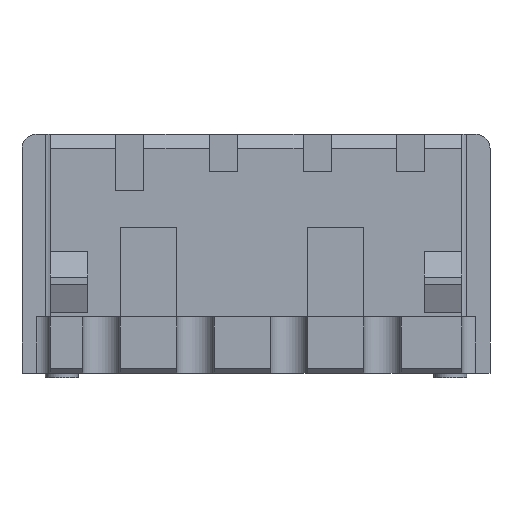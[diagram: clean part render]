
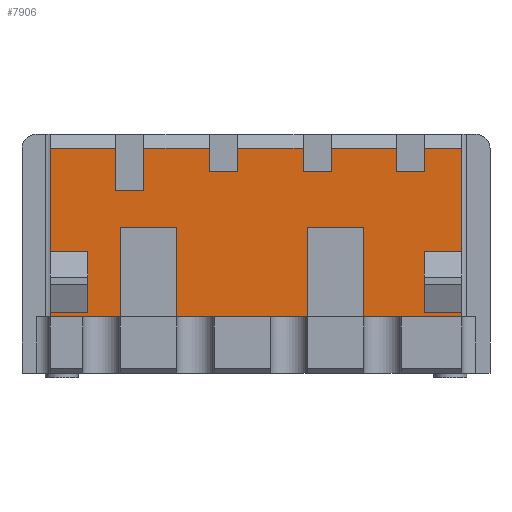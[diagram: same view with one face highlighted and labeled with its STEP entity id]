
A CAD part, front view. The second image highlights one B-rep face of the part: STEP entity #7906.
In plain terms, the highlighted planar face has unit normal (0, -1, 0).
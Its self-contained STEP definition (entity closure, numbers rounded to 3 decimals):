
#1975=DIRECTION('',(0.,0.,-1.));
#1976=VECTOR('',#1975,2.2);
#1977=CARTESIAN_POINT('',(-4.395,-1.,-0.3));
#1978=LINE('',#1977,#1976);
#1991=DIRECTION('',(0.,0.,-1.));
#1992=VECTOR('',#1991,0.1);
#1993=CARTESIAN_POINT('',(-4.395,-1.,-3.8));
#1994=LINE('',#1993,#1992);
#2207=DIRECTION('',(1.,0.,0.));
#2208=VECTOR('',#2207,1.4);
#2209=CARTESIAN_POINT('',(-0.395,-1.,-0.3));
#2210=LINE('',#2209,#2208);
#2211=DIRECTION('',(0.,0.,-1.));
#2212=VECTOR('',#2211,0.5);
#2213=CARTESIAN_POINT('',(1.005,-1.,-0.3));
#2214=LINE('',#2213,#2212);
#2215=DIRECTION('',(1.,0.,0.));
#2216=VECTOR('',#2215,0.6);
#2217=CARTESIAN_POINT('',(1.005,-1.,-0.8));
#2218=LINE('',#2217,#2216);
#2219=DIRECTION('',(0.,0.,-1.));
#2220=VECTOR('',#2219,0.5);
#2221=CARTESIAN_POINT('',(1.605,-1.,-0.3));
#2222=LINE('',#2221,#2220);
#2223=DIRECTION('',(1.,0.,0.));
#2224=VECTOR('',#2223,1.4);
#2225=CARTESIAN_POINT('',(1.605,-1.,-0.3));
#2226=LINE('',#2225,#2224);
#2227=DIRECTION('',(0.,0.,-1.));
#2228=VECTOR('',#2227,0.5);
#2229=CARTESIAN_POINT('',(3.005,-1.,-0.3));
#2230=LINE('',#2229,#2228);
#2231=DIRECTION('',(1.,0.,0.));
#2232=VECTOR('',#2231,0.6);
#2233=CARTESIAN_POINT('',(3.005,-1.,-0.8));
#2234=LINE('',#2233,#2232);
#2235=DIRECTION('',(0.,0.,-1.));
#2236=VECTOR('',#2235,0.5);
#2237=CARTESIAN_POINT('',(3.605,-1.,-0.3));
#2238=LINE('',#2237,#2236);
#2239=DIRECTION('',(1.,0.,0.));
#2240=VECTOR('',#2239,0.79);
#2241=CARTESIAN_POINT('',(3.605,-1.,-0.3));
#2242=LINE('',#2241,#2240);
#2243=DIRECTION('',(0.,0.,-1.));
#2244=VECTOR('',#2243,2.2);
#2245=CARTESIAN_POINT('',(4.395,-1.,-0.3));
#2246=LINE('',#2245,#2244);
#2247=DIRECTION('',(-1.,0.,0.));
#2248=VECTOR('',#2247,0.8);
#2249=CARTESIAN_POINT('',(4.395,-1.,-2.5));
#2250=LINE('',#2249,#2248);
#2251=DIRECTION('',(0.,0.,1.));
#2252=VECTOR('',#2251,1.3);
#2253=CARTESIAN_POINT('',(3.595,-1.,-3.8));
#2254=LINE('',#2253,#2252);
#2255=DIRECTION('',(-1.,0.,0.));
#2256=VECTOR('',#2255,0.8);
#2257=CARTESIAN_POINT('',(4.395,-1.,-3.8));
#2258=LINE('',#2257,#2256);
#2259=DIRECTION('',(0.,0.,-1.));
#2260=VECTOR('',#2259,0.1);
#2261=CARTESIAN_POINT('',(4.395,-1.,-3.8));
#2262=LINE('',#2261,#2260);
#2263=DIRECTION('',(-1.,0.,0.));
#2264=VECTOR('',#2263,2.39);
#2265=CARTESIAN_POINT('',(4.395,-1.,-3.9));
#2266=LINE('',#2265,#2264);
#2267=DIRECTION('',(0.,0.,1.));
#2268=VECTOR('',#2267,1.9);
#2269=CARTESIAN_POINT('',(2.005,-1.,-3.9));
#2270=LINE('',#2269,#2268);
#2271=DIRECTION('',(1.,0.,0.));
#2272=VECTOR('',#2271,0.6);
#2273=CARTESIAN_POINT('',(1.405,-1.,-2.));
#2274=LINE('',#2273,#2272);
#2275=DIRECTION('',(0.,0.,1.));
#2276=VECTOR('',#2275,1.9);
#2277=CARTESIAN_POINT('',(1.405,-1.,-3.9));
#2278=LINE('',#2277,#2276);
#2279=DIRECTION('',(-1.,0.,0.));
#2280=VECTOR('',#2279,3.4);
#2281=CARTESIAN_POINT('',(1.405,-1.,-3.9));
#2282=LINE('',#2281,#2280);
#2283=DIRECTION('',(0.,0.,1.));
#2284=VECTOR('',#2283,1.9);
#2285=CARTESIAN_POINT('',(-1.995,-1.,-3.9));
#2286=LINE('',#2285,#2284);
#2287=DIRECTION('',(1.,0.,0.));
#2288=VECTOR('',#2287,0.6);
#2289=CARTESIAN_POINT('',(-2.595,-1.,-2.));
#2290=LINE('',#2289,#2288);
#2291=DIRECTION('',(0.,0.,1.));
#2292=VECTOR('',#2291,1.9);
#2293=CARTESIAN_POINT('',(-2.595,-1.,-3.9));
#2294=LINE('',#2293,#2292);
#2295=DIRECTION('',(-1.,0.,0.));
#2296=VECTOR('',#2295,1.8);
#2297=CARTESIAN_POINT('',(-2.595,-1.,-3.9));
#2298=LINE('',#2297,#2296);
#2299=DIRECTION('',(1.,0.,0.));
#2300=VECTOR('',#2299,0.8);
#2301=CARTESIAN_POINT('',(-4.395,-1.,-3.8));
#2302=LINE('',#2301,#2300);
#2303=DIRECTION('',(0.,0.,1.));
#2304=VECTOR('',#2303,1.3);
#2305=CARTESIAN_POINT('',(-3.595,-1.,-3.8));
#2306=LINE('',#2305,#2304);
#2307=DIRECTION('',(1.,0.,0.));
#2308=VECTOR('',#2307,0.8);
#2309=CARTESIAN_POINT('',(-4.395,-1.,-2.5));
#2310=LINE('',#2309,#2308);
#2311=DIRECTION('',(1.,0.,0.));
#2312=VECTOR('',#2311,1.4);
#2313=CARTESIAN_POINT('',(-4.395,-1.,-0.3));
#2314=LINE('',#2313,#2312);
#2315=DIRECTION('',(0.,0.,-1.));
#2316=VECTOR('',#2315,0.9);
#2317=CARTESIAN_POINT('',(-2.995,-1.,-0.3));
#2318=LINE('',#2317,#2316);
#2319=DIRECTION('',(1.,0.,0.));
#2320=VECTOR('',#2319,0.6);
#2321=CARTESIAN_POINT('',(-2.995,-1.,-1.2));
#2322=LINE('',#2321,#2320);
#2323=DIRECTION('',(0.,0.,-1.));
#2324=VECTOR('',#2323,0.9);
#2325=CARTESIAN_POINT('',(-2.395,-1.,-0.3));
#2326=LINE('',#2325,#2324);
#2327=DIRECTION('',(1.,0.,0.));
#2328=VECTOR('',#2327,1.4);
#2329=CARTESIAN_POINT('',(-2.395,-1.,-0.3));
#2330=LINE('',#2329,#2328);
#2331=DIRECTION('',(0.,0.,-1.));
#2332=VECTOR('',#2331,0.5);
#2333=CARTESIAN_POINT('',(-0.995,-1.,-0.3));
#2334=LINE('',#2333,#2332);
#2335=DIRECTION('',(1.,0.,0.));
#2336=VECTOR('',#2335,0.6);
#2337=CARTESIAN_POINT('',(-0.995,-1.,-0.8));
#2338=LINE('',#2337,#2336);
#2339=DIRECTION('',(0.,0.,-1.));
#2340=VECTOR('',#2339,0.5);
#2341=CARTESIAN_POINT('',(-0.395,-1.,-0.3));
#2342=LINE('',#2341,#2340);
#3844=CARTESIAN_POINT('',(-4.395,-1.,-3.9));
#3846=VERTEX_POINT('',#3844);
#3848=CARTESIAN_POINT('',(4.395,-1.,-3.9));
#3850=VERTEX_POINT('',#3848);
#3922=CARTESIAN_POINT('',(-3.595,-1.,-3.8));
#3923=CARTESIAN_POINT('',(-3.595,-1.,-2.5));
#3924=VERTEX_POINT('',#3922);
#3925=VERTEX_POINT('',#3923);
#3926=CARTESIAN_POINT('',(-4.395,-1.,-2.5));
#3927=VERTEX_POINT('',#3926);
#3928=CARTESIAN_POINT('',(-4.395,-1.,-3.8));
#3929=VERTEX_POINT('',#3928);
#4042=CARTESIAN_POINT('',(-2.995,-1.,-1.2));
#4043=CARTESIAN_POINT('',(-2.395,-1.,-1.2));
#4044=VERTEX_POINT('',#4042);
#4045=VERTEX_POINT('',#4043);
#4054=CARTESIAN_POINT('',(-0.995,-1.,-0.8));
#4055=CARTESIAN_POINT('',(-0.395,-1.,-0.8));
#4056=VERTEX_POINT('',#4054);
#4057=VERTEX_POINT('',#4055);
#4082=CARTESIAN_POINT('',(-2.595,-1.,-2.));
#4083=CARTESIAN_POINT('',(-1.995,-1.,-2.));
#4084=VERTEX_POINT('',#4082);
#4085=VERTEX_POINT('',#4083);
#4086=CARTESIAN_POINT('',(-2.595,-1.,-3.9));
#4087=VERTEX_POINT('',#4086);
#4088=CARTESIAN_POINT('',(-1.995,-1.,-3.9));
#4089=VERTEX_POINT('',#4088);
#4114=CARTESIAN_POINT('',(1.405,-1.,-2.));
#4115=CARTESIAN_POINT('',(2.005,-1.,-2.));
#4116=VERTEX_POINT('',#4114);
#4117=VERTEX_POINT('',#4115);
#4118=CARTESIAN_POINT('',(1.405,-1.,-3.9));
#4119=VERTEX_POINT('',#4118);
#4120=CARTESIAN_POINT('',(2.005,-1.,-3.9));
#4121=VERTEX_POINT('',#4120);
#4206=CARTESIAN_POINT('',(3.595,-1.,-3.8));
#4207=CARTESIAN_POINT('',(3.595,-1.,-2.5));
#4208=VERTEX_POINT('',#4206);
#4209=VERTEX_POINT('',#4207);
#4210=CARTESIAN_POINT('',(4.395,-1.,-2.5));
#4211=VERTEX_POINT('',#4210);
#4212=CARTESIAN_POINT('',(4.395,-1.,-3.8));
#4213=VERTEX_POINT('',#4212);
#4254=CARTESIAN_POINT('',(1.005,-1.,-0.8));
#4255=CARTESIAN_POINT('',(1.605,-1.,-0.8));
#4256=VERTEX_POINT('',#4254);
#4257=VERTEX_POINT('',#4255);
#4266=CARTESIAN_POINT('',(3.005,-1.,-0.8));
#4267=CARTESIAN_POINT('',(3.605,-1.,-0.8));
#4268=VERTEX_POINT('',#4266);
#4269=VERTEX_POINT('',#4267);
#4528=CARTESIAN_POINT('',(-0.395,-1.,-0.3));
#4529=CARTESIAN_POINT('',(1.005,-1.,-0.3));
#4530=VERTEX_POINT('',#4528);
#4531=VERTEX_POINT('',#4529);
#4537=CARTESIAN_POINT('',(-0.995,-1.,-0.3));
#4539=VERTEX_POINT('',#4537);
#4540=CARTESIAN_POINT('',(-2.395,-1.,-0.3));
#4541=VERTEX_POINT('',#4540);
#4544=CARTESIAN_POINT('',(3.605,-1.,-0.3));
#4545=CARTESIAN_POINT('',(4.395,-1.,-0.3));
#4546=VERTEX_POINT('',#4544);
#4547=VERTEX_POINT('',#4545);
#4582=CARTESIAN_POINT('',(-2.995,-1.,-0.3));
#4583=VERTEX_POINT('',#4582);
#4586=CARTESIAN_POINT('',(1.605,-1.,-0.3));
#4587=CARTESIAN_POINT('',(3.005,-1.,-0.3));
#4588=VERTEX_POINT('',#4586);
#4589=VERTEX_POINT('',#4587);
#4602=CARTESIAN_POINT('',(-4.395,-1.,-0.3));
#4603=VERTEX_POINT('',#4602);
#7841=CARTESIAN_POINT('',(4.395,-1.,0.));
#7842=DIRECTION('',(0.,-1.,0.));
#7843=DIRECTION('',(-1.,0.,0.));
#7844=AXIS2_PLACEMENT_3D('',#7841,#7842,#7843);
#7845=PLANE('',#7844);
#7846=ORIENTED_EDGE('',*,*,#7832,.T.);
#7848=ORIENTED_EDGE('',*,*,#7847,.T.);
#7850=ORIENTED_EDGE('',*,*,#7849,.T.);
#7852=ORIENTED_EDGE('',*,*,#7851,.F.);
#7854=ORIENTED_EDGE('',*,*,#7853,.T.);
#7856=ORIENTED_EDGE('',*,*,#7855,.T.);
#7858=ORIENTED_EDGE('',*,*,#7857,.T.);
#7860=ORIENTED_EDGE('',*,*,#7859,.F.);
#7862=ORIENTED_EDGE('',*,*,#7861,.T.);
#7863=ORIENTED_EDGE('',*,*,#6660,.T.);
#7865=ORIENTED_EDGE('',*,*,#7864,.T.);
#7867=ORIENTED_EDGE('',*,*,#7866,.F.);
#7869=ORIENTED_EDGE('',*,*,#7868,.F.);
#7870=ORIENTED_EDGE('',*,*,#6652,.T.);
#7871=ORIENTED_EDGE('',*,*,#6848,.T.);
#7873=ORIENTED_EDGE('',*,*,#7872,.T.);
#7875=ORIENTED_EDGE('',*,*,#7874,.F.);
#7877=ORIENTED_EDGE('',*,*,#7876,.F.);
#7878=ORIENTED_EDGE('',*,*,#6832,.T.);
#7880=ORIENTED_EDGE('',*,*,#7879,.T.);
#7882=ORIENTED_EDGE('',*,*,#7881,.F.);
#7884=ORIENTED_EDGE('',*,*,#7883,.F.);
#7885=ORIENTED_EDGE('',*,*,#6816,.T.);
#7886=ORIENTED_EDGE('',*,*,#7345,.F.);
#7888=ORIENTED_EDGE('',*,*,#7887,.T.);
#7890=ORIENTED_EDGE('',*,*,#7889,.T.);
#7892=ORIENTED_EDGE('',*,*,#7891,.F.);
#7893=ORIENTED_EDGE('',*,*,#7337,.F.);
#7894=ORIENTED_EDGE('',*,*,#7714,.T.);
#7895=ORIENTED_EDGE('',*,*,#7731,.T.);
#7897=ORIENTED_EDGE('',*,*,#7896,.T.);
#7898=ORIENTED_EDGE('',*,*,#7758,.F.);
#7899=ORIENTED_EDGE('',*,*,#7774,.T.);
#7900=ORIENTED_EDGE('',*,*,#7792,.T.);
#7902=ORIENTED_EDGE('',*,*,#7901,.T.);
#7903=ORIENTED_EDGE('',*,*,#7818,.F.);
#7904=EDGE_LOOP('',(#7846,#7848,#7850,#7852,#7854,#7856,#7858,#7860,#7862,#7863,
#7865,#7867,#7869,#7870,#7871,#7873,#7875,#7877,#7878,#7880,#7882,#7884,#7885,
#7886,#7888,#7890,#7892,#7893,#7894,#7895,#7897,#7898,#7899,#7900,#7902,#7903));
#7905=FACE_OUTER_BOUND('',#7904,.F.);
#7906=ADVANCED_FACE('',(#7905),#7845,.T.);
#6652=EDGE_CURVE('',#4213,#3850,#2262,.T.);
#6660=EDGE_CURVE('',#4547,#4211,#2246,.T.);
#6816=EDGE_CURVE('',#4087,#3846,#2298,.T.);
#6832=EDGE_CURVE('',#4119,#4089,#2282,.T.);
#6848=EDGE_CURVE('',#3850,#4121,#2266,.T.);
#7337=EDGE_CURVE('',#4603,#3927,#1978,.T.);
#7345=EDGE_CURVE('',#3929,#3846,#1994,.T.);
#7714=EDGE_CURVE('',#4603,#4583,#2314,.T.);
#7731=EDGE_CURVE('',#4583,#4044,#2318,.T.);
#7758=EDGE_CURVE('',#4541,#4045,#2326,.T.);
#7774=EDGE_CURVE('',#4541,#4539,#2330,.T.);
#7792=EDGE_CURVE('',#4539,#4056,#2334,.T.);
#7818=EDGE_CURVE('',#4530,#4057,#2342,.T.);
#7832=EDGE_CURVE('',#4530,#4531,#2210,.T.);
#7847=EDGE_CURVE('',#4531,#4256,#2214,.T.);
#7849=EDGE_CURVE('',#4256,#4257,#2218,.T.);
#7851=EDGE_CURVE('',#4588,#4257,#2222,.T.);
#7853=EDGE_CURVE('',#4588,#4589,#2226,.T.);
#7855=EDGE_CURVE('',#4589,#4268,#2230,.T.);
#7857=EDGE_CURVE('',#4268,#4269,#2234,.T.);
#7859=EDGE_CURVE('',#4546,#4269,#2238,.T.);
#7861=EDGE_CURVE('',#4546,#4547,#2242,.T.);
#7864=EDGE_CURVE('',#4211,#4209,#2250,.T.);
#7866=EDGE_CURVE('',#4208,#4209,#2254,.T.);
#7868=EDGE_CURVE('',#4213,#4208,#2258,.T.);
#7872=EDGE_CURVE('',#4121,#4117,#2270,.T.);
#7874=EDGE_CURVE('',#4116,#4117,#2274,.T.);
#7876=EDGE_CURVE('',#4119,#4116,#2278,.T.);
#7879=EDGE_CURVE('',#4089,#4085,#2286,.T.);
#7881=EDGE_CURVE('',#4084,#4085,#2290,.T.);
#7883=EDGE_CURVE('',#4087,#4084,#2294,.T.);
#7887=EDGE_CURVE('',#3929,#3924,#2302,.T.);
#7889=EDGE_CURVE('',#3924,#3925,#2306,.T.);
#7891=EDGE_CURVE('',#3927,#3925,#2310,.T.);
#7896=EDGE_CURVE('',#4044,#4045,#2322,.T.);
#7901=EDGE_CURVE('',#4056,#4057,#2338,.T.);
